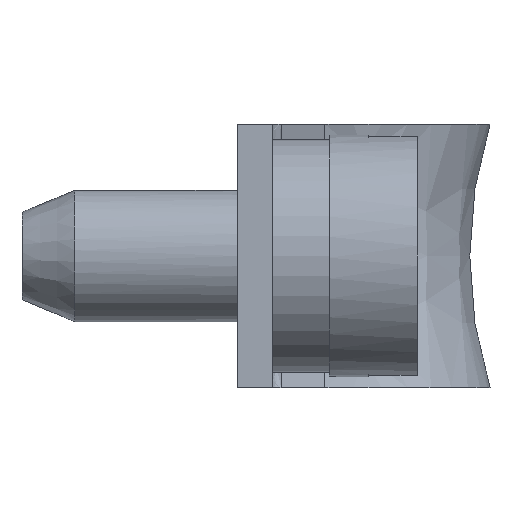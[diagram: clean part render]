
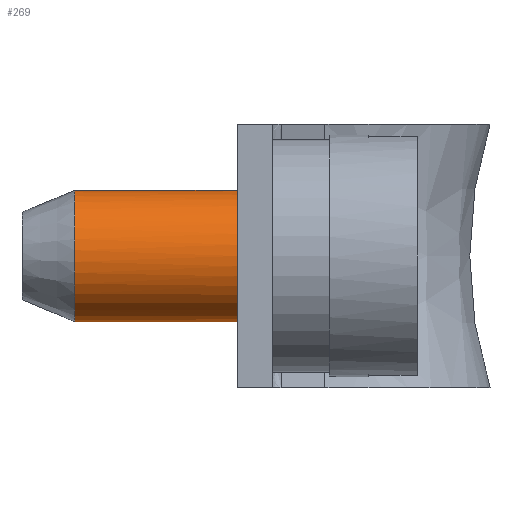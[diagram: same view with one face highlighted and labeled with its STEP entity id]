
A CAD part, left-side view. The second image highlights one B-rep face of the part: STEP entity #269.
In plain terms, the highlighted cylindrical face has radius 1.5 mm (diameter 3 mm), a full revolution.
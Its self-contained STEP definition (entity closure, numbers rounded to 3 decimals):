
#157=CYLINDRICAL_SURFACE('',#1443,1.5);
#269=ADVANCED_FACE('',(#379,#380),#157,.T.);
#379=FACE_BOUND('',#432,.T.);
#380=FACE_BOUND('',#433,.T.);
#432=EDGE_LOOP('',(#665));
#433=EDGE_LOOP('',(#666));
#504=CIRCLE('',#1411,1.5);
#523=CIRCLE('',#1442,1.5);
#665=ORIENTED_EDGE('',*,*,#1029,.T.);
#666=ORIENTED_EDGE('',*,*,#1077,.T.);
#909=VERTEX_POINT('',#1904);
#941=VERTEX_POINT('',#2158);
#1029=EDGE_CURVE('',#909,#909,#504,.T.);
#1077=EDGE_CURVE('',#941,#941,#523,.T.);
#1411=AXIS2_PLACEMENT_3D('',#1903,#1553,#1554);
#1442=AXIS2_PLACEMENT_3D('',#2157,#1636,#1637);
#1443=AXIS2_PLACEMENT_3D('',#2159,#1638,#1639);
#1553=DIRECTION('',(0.,1.,0.));
#1554=DIRECTION('',(-1.,0.,0.));
#1636=DIRECTION('',(0.,-1.,0.));
#1637=DIRECTION('',(-0.707,0.,-0.707));
#1638=DIRECTION('',(0.,-1.,0.));
#1639=DIRECTION('',(-0.707,0.,-0.707));
#1903=CARTESIAN_POINT('',(4.1,0.,3.));
#1904=CARTESIAN_POINT('',(2.6,0.,3.));
#2157=CARTESIAN_POINT('',(4.1,3.7,3.));
#2158=CARTESIAN_POINT('',(3.039,3.7,1.939));
#2159=CARTESIAN_POINT('',(4.1,8.4,3.));
